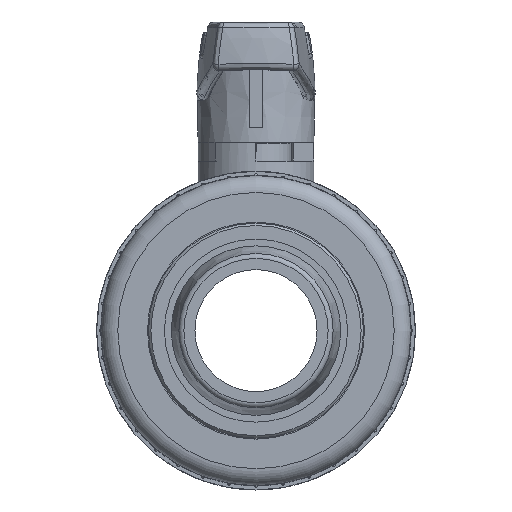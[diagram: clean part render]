
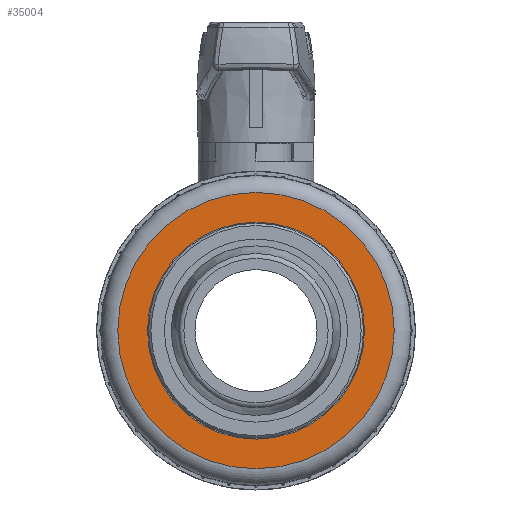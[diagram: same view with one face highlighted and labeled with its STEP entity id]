
A CAD part, left-side view. The second image highlights one B-rep face of the part: STEP entity #35004.
In plain terms, the highlighted planar face has unit normal (-1, 0, 0).
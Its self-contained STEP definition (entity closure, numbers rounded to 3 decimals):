
#731=CIRCLE('',#37391,40.75);
#732=CIRCLE('',#37392,32.);
#2616=FACE_BOUND('',#5302,.T.);
#3247=FACE_OUTER_BOUND('',#5301,.T.);
#5301=EDGE_LOOP('',(#25659));
#5302=EDGE_LOOP('',(#25660));
#14743=VERTEX_POINT('',#60752);
#14744=VERTEX_POINT('',#60754);
#18851=EDGE_CURVE('',#14743,#14743,#731,.T.);
#18852=EDGE_CURVE('',#14744,#14744,#732,.T.);
#25659=ORIENTED_EDGE('',*,*,#18851,.T.);
#25660=ORIENTED_EDGE('',*,*,#18852,.T.);
#33933=PLANE('',#37390);
#35004=ADVANCED_FACE('',(#3247,#2616),#33933,.F.);
#37390=AXIS2_PLACEMENT_3D('',#60751,#41530,#41531);
#37391=AXIS2_PLACEMENT_3D('',#60753,#41532,#41533);
#37392=AXIS2_PLACEMENT_3D('',#60755,#41534,#41535);
#41530=DIRECTION('center_axis',(1.,0.,0.));
#41531=DIRECTION('ref_axis',(0.,0.,
1.));
#41532=DIRECTION('center_axis',(-1.,0.,0.));
#41533=DIRECTION('ref_axis',(0.,0.,
1.));
#41534=DIRECTION('center_axis',(1.,0.,0.));
#41535=DIRECTION('ref_axis',(0.,1.,0.));
#60751=CARTESIAN_POINT('Origin',(-51.,0.775,48.773));
#60752=CARTESIAN_POINT('',(-51.,0.775,-37.727));
#60753=CARTESIAN_POINT('Origin',(-51.,0.775,3.023));
#60754=CARTESIAN_POINT('',(-51.,-31.225,3.023));
#60755=CARTESIAN_POINT('Origin',(-51.,0.775,3.023));
